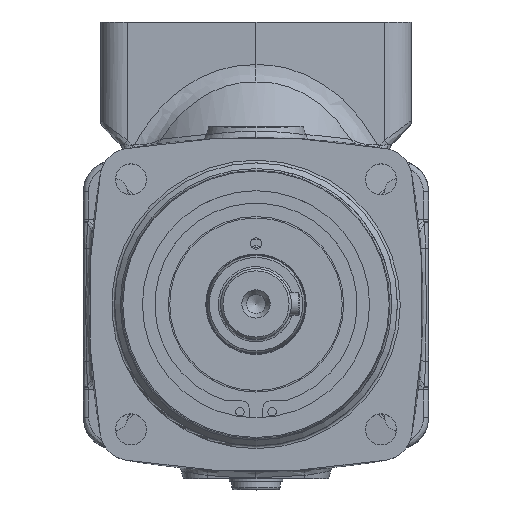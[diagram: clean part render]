
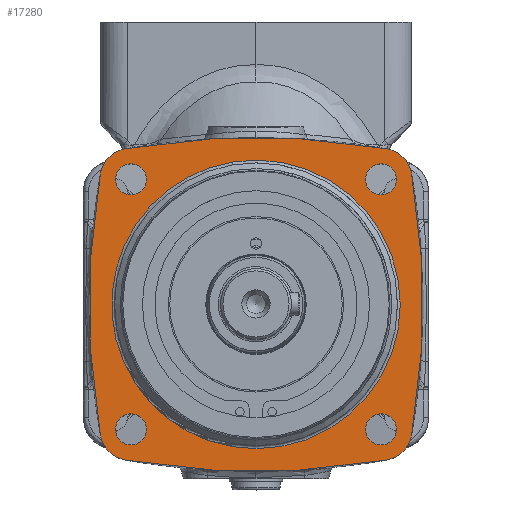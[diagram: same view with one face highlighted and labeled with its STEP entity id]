
A CAD part, top view. The second image highlights one B-rep face of the part: STEP entity #17280.
In plain terms, the highlighted planar face has unit normal (0, 0, 1).
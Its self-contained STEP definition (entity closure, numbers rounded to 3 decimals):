
#333=FACE_BOUND('',#3889,.T.);
#334=FACE_BOUND('',#3890,.T.);
#335=FACE_BOUND('',#3891,.T.);
#336=FACE_BOUND('',#3892,.T.);
#337=FACE_BOUND('',#3893,.T.);
#2182=PLANE('',#18831);
#2768=FACE_OUTER_BOUND('',#3888,.T.);
#3888=EDGE_LOOP('',(#12686,#12687,#12688,#12689,#12690,#12691,#12692,#12693));
#3889=EDGE_LOOP('',(#12694,#12695));
#3890=EDGE_LOOP('',(#12696,#12697));
#3891=EDGE_LOOP('',(#12698,#12699));
#3892=EDGE_LOOP('',(#12700,#12701));
#3893=EDGE_LOOP('',(#12702,#12703));
#4772=CIRCLE('',#18195,51.);
#4777=CIRCLE('',#18200,51.);
#4963=CIRCLE('',#18532,5.5);
#4964=CIRCLE('',#18533,5.5);
#4967=CIRCLE('',#18537,5.5);
#4968=CIRCLE('',#18538,5.5);
#4971=CIRCLE('',#18542,5.5);
#4972=CIRCLE('',#18543,5.5);
#4975=CIRCLE('',#18547,5.5);
#4976=CIRCLE('',#18548,5.5);
#5061=CIRCLE('',#18669,11.);
#5062=CIRCLE('',#18671,270.);
#5064=CIRCLE('',#18674,11.);
#5117=CIRCLE('',#18771,270.);
#5119=CIRCLE('',#18774,11.);
#5148=CIRCLE('',#18828,11.);
#5149=CIRCLE('',#18830,270.);
#5150=CIRCLE('',#18832,270.);
#6708=VERTEX_POINT('',#25872);
#6709=VERTEX_POINT('',#25873);
#6949=VERTEX_POINT('',#27434);
#6950=VERTEX_POINT('',#27436);
#6953=VERTEX_POINT('',#27444);
#6954=VERTEX_POINT('',#27446);
#6957=VERTEX_POINT('',#27454);
#6958=VERTEX_POINT('',#27456);
#6961=VERTEX_POINT('',#27464);
#6962=VERTEX_POINT('',#27466);
#7074=VERTEX_POINT('',#30177);
#7075=VERTEX_POINT('',#30178);
#7076=VERTEX_POINT('',#30183);
#7080=VERTEX_POINT('',#30201);
#7158=VERTEX_POINT('',#32426);
#7161=VERTEX_POINT('',#32439);
#7189=VERTEX_POINT('',#33388);
#7190=VERTEX_POINT('',#33389);
#8435=EDGE_CURVE('',#6708,#6709,#4772,.T.);
#8440=EDGE_CURVE('',#6709,#6708,#4777,.T.);
#8811=EDGE_CURVE('',#6949,#6950,#4963,.T.);
#8812=EDGE_CURVE('',#6950,#6949,#4964,.T.);
#8816=EDGE_CURVE('',#6953,#6954,#4967,.T.);
#8817=EDGE_CURVE('',#6954,#6953,#4968,.T.);
#8821=EDGE_CURVE('',#6957,#6958,#4971,.T.);
#8822=EDGE_CURVE('',#6958,#6957,#4972,.T.);
#8826=EDGE_CURVE('',#6961,#6962,#4975,.T.);
#8827=EDGE_CURVE('',#6962,#6961,#4976,.T.);
#9001=EDGE_CURVE('',#7074,#7075,#5061,.T.);
#9004=EDGE_CURVE('',#7075,#7076,#5062,.T.);
#9009=EDGE_CURVE('',#7076,#7080,#5064,.T.);
#9148=EDGE_CURVE('',#7158,#7074,#5117,.T.);
#9152=EDGE_CURVE('',#7161,#7158,#5119,.T.);
#9216=EDGE_CURVE('',#7189,#7190,#5148,.T.);
#9219=EDGE_CURVE('',#7190,#7161,#5149,.T.);
#9220=EDGE_CURVE('',#7080,#7189,#5150,.T.);
#12686=ORIENTED_EDGE('',*,*,#9219,.F.);
#12687=ORIENTED_EDGE('',*,*,#9216,.F.);
#12688=ORIENTED_EDGE('',*,*,#9220,.F.);
#12689=ORIENTED_EDGE('',*,*,#9009,.F.);
#12690=ORIENTED_EDGE('',*,*,#9004,.F.);
#12691=ORIENTED_EDGE('',*,*,#9001,.F.);
#12692=ORIENTED_EDGE('',*,*,#9148,.F.);
#12693=ORIENTED_EDGE('',*,*,#9152,.F.);
#12694=ORIENTED_EDGE('',*,*,#8827,.F.);
#12695=ORIENTED_EDGE('',*,*,#8826,.F.);
#12696=ORIENTED_EDGE('',*,*,#8822,.F.);
#12697=ORIENTED_EDGE('',*,*,#8821,.F.);
#12698=ORIENTED_EDGE('',*,*,#8817,.F.);
#12699=ORIENTED_EDGE('',*,*,#8816,.F.);
#12700=ORIENTED_EDGE('',*,*,#8812,.F.);
#12701=ORIENTED_EDGE('',*,*,#8811,.F.);
#12702=ORIENTED_EDGE('',*,*,#8435,.F.);
#12703=ORIENTED_EDGE('',*,*,#8440,.F.);
#17280=ADVANCED_FACE('',(#2768,#333,#334,#335,#336,#337),#2182,.F.);
#18195=AXIS2_PLACEMENT_3D('',#25874,#20304,#20305);
#18200=AXIS2_PLACEMENT_3D('',#25882,#20314,#20315);
#18532=AXIS2_PLACEMENT_3D('',#27437,#21102,#21103);
#18533=AXIS2_PLACEMENT_3D('',#27438,#21104,#21105);
#18537=AXIS2_PLACEMENT_3D('',#27447,#21113,#21114);
#18538=AXIS2_PLACEMENT_3D('',#27448,#21115,#21116);
#18542=AXIS2_PLACEMENT_3D('',#27457,#21124,#21125);
#18543=AXIS2_PLACEMENT_3D('',#27458,#21126,#21127);
#18547=AXIS2_PLACEMENT_3D('',#27467,#21135,#21136);
#18548=AXIS2_PLACEMENT_3D('',#27468,#21137,#21138);
#18669=AXIS2_PLACEMENT_3D('',#30179,#21395,#21396);
#18671=AXIS2_PLACEMENT_3D('',#30184,#21401,#21402);
#18674=AXIS2_PLACEMENT_3D('',#30202,#21409,#21410);
#18771=AXIS2_PLACEMENT_3D('',#32427,#21632,#21633);
#18774=AXIS2_PLACEMENT_3D('',#32440,#21639,#21640);
#18828=AXIS2_PLACEMENT_3D('',#33390,#21753,#21754);
#18830=AXIS2_PLACEMENT_3D('',#33394,#21759,#21760);
#18831=AXIS2_PLACEMENT_3D('',#33395,#21761,#21762);
#18832=AXIS2_PLACEMENT_3D('',#33396,#21763,#21764);
#20304=DIRECTION('center_axis',(0.,0.,
1.));
#20305=DIRECTION('ref_axis',(0.,-1.,0.));
#20314=DIRECTION('center_axis',(0.,0.,
1.));
#20315=DIRECTION('ref_axis',(0.,-1.,0.));
#21102=DIRECTION('center_axis',(0.,0.,
1.));
#21103=DIRECTION('ref_axis',(1.,0.,0.));
#21104=DIRECTION('center_axis',(0.,0.,
1.));
#21105=DIRECTION('ref_axis',(1.,0.,0.));
#21113=DIRECTION('center_axis',(0.,0.,
1.));
#21114=DIRECTION('ref_axis',(1.,0.,0.));
#21115=DIRECTION('center_axis',(0.,0.,
1.));
#21116=DIRECTION('ref_axis',(1.,0.,0.));
#21124=DIRECTION('center_axis',(0.,0.,
1.));
#21125=DIRECTION('ref_axis',(1.,0.,0.));
#21126=DIRECTION('center_axis',(0.,0.,
1.));
#21127=DIRECTION('ref_axis',(1.,0.,0.));
#21135=DIRECTION('center_axis',(0.,0.,
1.));
#21136=DIRECTION('ref_axis',(1.,0.,0.));
#21137=DIRECTION('center_axis',(0.,0.,
1.));
#21138=DIRECTION('ref_axis',(1.,0.,0.));
#21395=DIRECTION('center_axis',(0.,0.,
-1.));
#21396=DIRECTION('ref_axis',(0.171,0.985,0.));
#21401=DIRECTION('center_axis',(0.,0.,
-1.));
#21402=DIRECTION('ref_axis',(0.985,0.171,0.));
#21409=DIRECTION('center_axis',(0.,0.,
-1.));
#21410=DIRECTION('ref_axis',(0.985,-0.171,0.));
#21632=DIRECTION('center_axis',(0.,0.,
-1.));
#21633=DIRECTION('ref_axis',(-0.171,0.985,0.));
#21639=DIRECTION('center_axis',(0.,0.,
-1.));
#21640=DIRECTION('ref_axis',(-0.985,0.171,0.));
#21753=DIRECTION('center_axis',(0.,0.,
-1.));
#21754=DIRECTION('ref_axis',(-0.171,-0.985,0.));
#21759=DIRECTION('center_axis',(0.,0.,
-1.));
#21760=DIRECTION('ref_axis',(-0.985,-0.171,0.));
#21761=DIRECTION('center_axis',(0.,0.,
-1.));
#21762=DIRECTION('ref_axis',(0.,-1.,0.));
#21763=DIRECTION('center_axis',(0.,0.,
-1.));
#21764=DIRECTION('ref_axis',(0.171,-0.985,0.));
#25872=CARTESIAN_POINT('',(0.,-51.,83.1));
#25873=CARTESIAN_POINT('',(0.548,50.997,83.1));
#25874=CARTESIAN_POINT('Origin',(0.,0.,
83.1));
#25882=CARTESIAN_POINT('Origin',(0.,0.,
83.1));
#27434=CARTESIAN_POINT('',(-49.694,44.194,83.1));
#27436=CARTESIAN_POINT('',(-38.694,44.194,83.1));
#27437=CARTESIAN_POINT('Origin',(-44.194,44.194,83.1));
#27438=CARTESIAN_POINT('Origin',(-44.194,44.194,83.1));
#27444=CARTESIAN_POINT('',(-49.694,-44.194,83.1));
#27446=CARTESIAN_POINT('',(-38.694,-44.194,83.1));
#27447=CARTESIAN_POINT('Origin',(-44.194,-44.194,83.1));
#27448=CARTESIAN_POINT('Origin',(-44.194,-44.194,83.1));
#27454=CARTESIAN_POINT('',(38.694,-44.194,83.1));
#27456=CARTESIAN_POINT('',(49.694,-44.194,83.1));
#27457=CARTESIAN_POINT('Origin',(44.194,-44.194,83.1));
#27458=CARTESIAN_POINT('Origin',(44.194,-44.194,83.1));
#27464=CARTESIAN_POINT('',(38.694,44.194,83.1));
#27466=CARTESIAN_POINT('',(49.694,44.194,83.1));
#27467=CARTESIAN_POINT('Origin',(44.194,44.194,83.1));
#27468=CARTESIAN_POINT('Origin',(44.194,44.194,83.1));
#30177=CARTESIAN_POINT('',(46.078,55.039,83.1));
#30178=CARTESIAN_POINT('',(55.039,46.078,83.1));
#30179=CARTESIAN_POINT('Origin',(44.201,44.201,83.1));
#30183=CARTESIAN_POINT('',(55.039,-46.078,83.1));
#30184=CARTESIAN_POINT('Origin',(-211.,0.,83.1));
#30201=CARTESIAN_POINT('',(46.078,-55.039,83.1));
#30202=CARTESIAN_POINT('Origin',(44.201,-44.201,83.1));
#32426=CARTESIAN_POINT('',(-46.078,55.039,83.1));
#32427=CARTESIAN_POINT('Origin',(0.,-211.,83.1));
#32439=CARTESIAN_POINT('',(-55.039,46.078,83.1));
#32440=CARTESIAN_POINT('Origin',(-44.201,44.201,83.1));
#33388=CARTESIAN_POINT('',(-46.078,-55.039,83.1));
#33389=CARTESIAN_POINT('',(-55.039,-46.078,83.1));
#33390=CARTESIAN_POINT('Origin',(-44.201,-44.201,83.1));
#33394=CARTESIAN_POINT('Origin',(211.,0.,83.1));
#33395=CARTESIAN_POINT('Origin',(0.,0.,
83.1));
#33396=CARTESIAN_POINT('Origin',(0.,211.,83.1));
